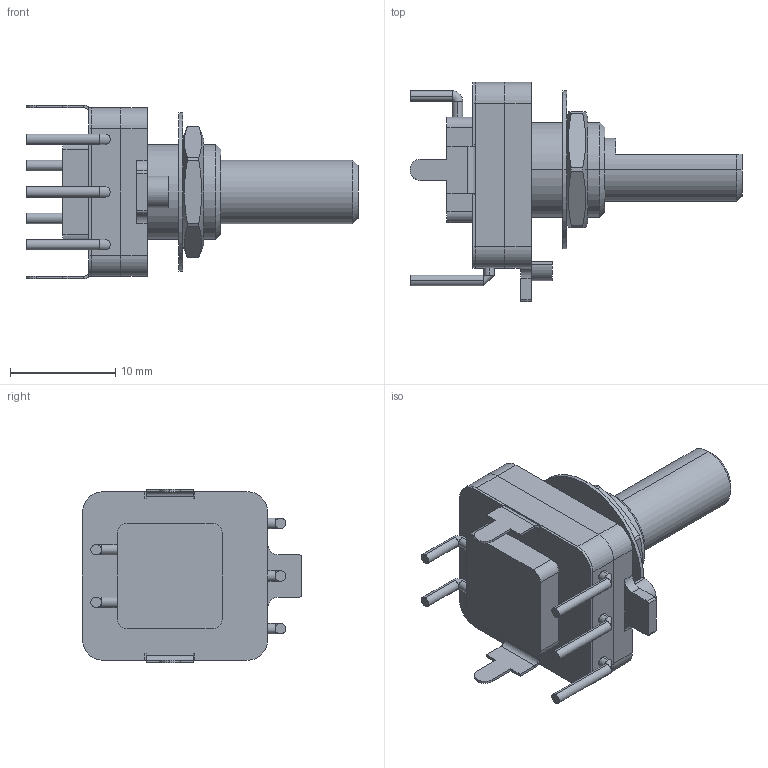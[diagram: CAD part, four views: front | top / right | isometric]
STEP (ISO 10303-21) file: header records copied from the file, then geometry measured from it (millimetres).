
FILE_DESCRIPTION (( 'STEP AP214' ), '1' );
FILE_NAME ('41D72C4F-6DB0-43D7-BDA4-A2EF2EFF0FBE.STEP', '2023-05-03T10:01:50', ( '' ), ( '' ), 'SwSTEP 2.0', 'SolidWorks 2022', '' );
FILE_SCHEMA (( 'AUTOMOTIVE_DESIGN' ));
Length unit declared in the file: millimetre
Products named in the file (1): 41D72C4F-6DB0-43D7-BDA4-A2EF2EFF0FBE
Bounding box: 31.5 x 20.8 x 16.5 mm (x, y, z)
Volume: 2677 mm3; surface area: 3651.2 mm2
Topology: 7 solids, 7 shells, 166 faces, 417 edges, 263 vertices
Faces by surface type: plane 91, cylinder 61, cone 9, torus 5
Entity records: 5348 total; most frequent: CARTESIAN_POINT 951, DIRECTION 854, ORIENTED_EDGE 814, EDGE_CURVE 407, AXIS2_PLACEMENT_3D 310, VERTEX_POINT 263, LINE 234, VECTOR 234
